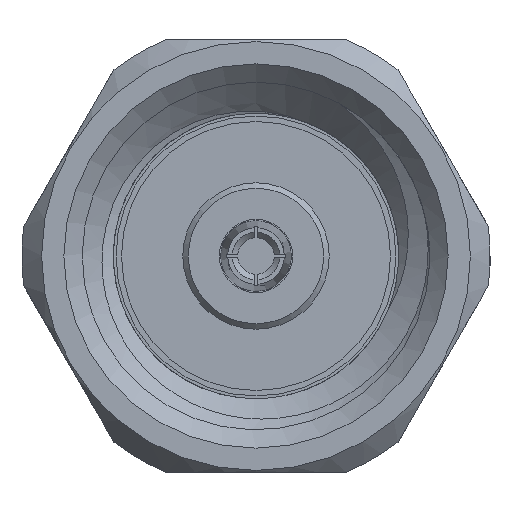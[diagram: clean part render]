
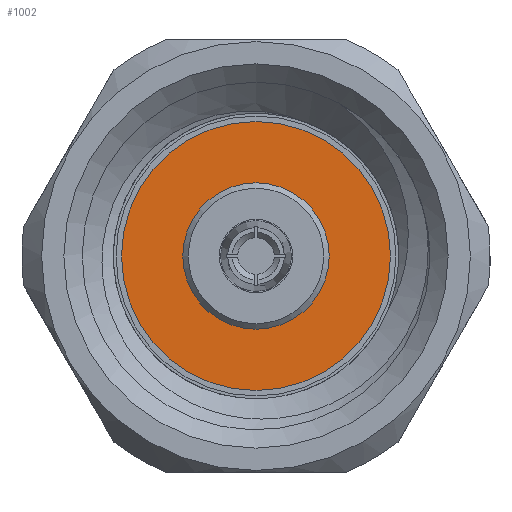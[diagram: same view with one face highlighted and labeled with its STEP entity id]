
A CAD part, left-side view. The second image highlights one B-rep face of the part: STEP entity #1002.
In plain terms, the highlighted planar face has unit normal (-1, 0, 0).
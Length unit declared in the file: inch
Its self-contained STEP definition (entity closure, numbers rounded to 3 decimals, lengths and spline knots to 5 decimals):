
#78 = DIRECTION ( 'NONE',  ( 0., 0., 1. ) ) ;
#157 = PLANE ( 'NONE',  #3238 ) ;
#447 = ORIENTED_EDGE ( 'NONE', *, *, #2355, .T. ) ;
#484 = CIRCLE ( 'NONE', #2835, 0.04 ) ;
#497 = CARTESIAN_POINT ( 'NONE',  ( 0.19, 0., 0. ) ) ;
#783 = DIRECTION ( 'NONE',  ( -1., 0., 0. ) ) ;
#805 = DIRECTION ( 'NONE',  ( 0., 0., 1. ) ) ;
#954 = VERTEX_POINT ( 'NONE', #2422 ) ;
#1002 = ADVANCED_FACE ( 'NONE', ( #1887, #2729 ), #157, .T. ) ;
#1488 = CARTESIAN_POINT ( 'NONE',  ( 0.19, 0., 0. ) ) ;
#1687 = DIRECTION ( 'NONE',  ( 0., 0., 1. ) ) ;
#1780 = EDGE_CURVE ( 'NONE', #954, #954, #3180, .T. ) ;
#1838 = CARTESIAN_POINT ( 'NONE',  ( 0.19, 0., 0.04 ) ) ;
#1887 = FACE_OUTER_BOUND ( 'NONE', #3100, .T. ) ;
#2355 = EDGE_CURVE ( 'NONE', #3476, #3476, #484, .T. ) ;
#2422 = CARTESIAN_POINT ( 'NONE',  ( 0.19, 0., 0.0735 ) ) ;
#2566 = EDGE_LOOP ( 'NONE', ( #447 ) ) ;
#2704 = ORIENTED_EDGE ( 'NONE', *, *, #1780, .F. ) ;
#2719 = DIRECTION ( 'NONE',  ( 1., 0., 0. ) ) ;
#2729 = FACE_BOUND ( 'NONE', #2566, .T. ) ;
#2835 = AXIS2_PLACEMENT_3D ( 'NONE', #1488, #3170, #78 ) ;
#3100 = EDGE_LOOP ( 'NONE', ( #2704 ) ) ;
#3170 = DIRECTION ( 'NONE',  ( 1., 0., 0. ) ) ;
#3180 = CIRCLE ( 'NONE', #3481, 0.0735 ) ;
#3238 = AXIS2_PLACEMENT_3D ( 'NONE', #3336, #783, #1687 ) ;
#3336 = CARTESIAN_POINT ( 'NONE',  ( 0.19, 0., 0. ) ) ;
#3476 = VERTEX_POINT ( 'NONE', #1838 ) ;
#3481 = AXIS2_PLACEMENT_3D ( 'NONE', #497, #2719, #805 ) ;
